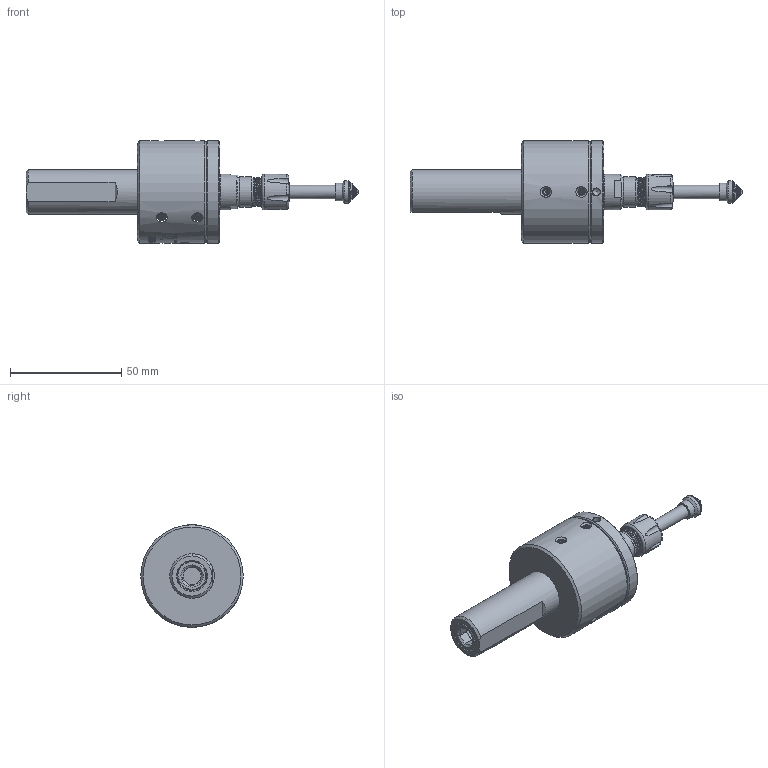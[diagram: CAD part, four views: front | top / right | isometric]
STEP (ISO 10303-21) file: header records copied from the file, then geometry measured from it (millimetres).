
FILE_DESCRIPTION(/* description */ (''),/* implementation_level */ '2;1');
FILE_NAME(/* name */ 'fdt-sx0.step.step',/* time_stamp */ '2026-03-15T16:47:00+03:00',/* author */ (''),/* organization */ (''),/* preprocessor_version */ 'ST-DEVELOPER v20.1',/* originating_system */ 'Autodesk Translation Framework v14.24.0.0',/* authorisation */ '');
FILE_SCHEMA (('AUTOMOTIVE_DESIGN { 1 0 10303 214 3 1 1 }'));
Products named in the file (2): fdt-sx0.step; FDT SX-0 Body (201101010) v2
Assembly tree (1 placements, depth 2):
  fdt-sx0.step
    FDT SX-0 Body (201101010) v2
Bounding box: 149.1 x 46 x 46 mm (x, y, z)
Volume: 79228.3 mm3; surface area: 20176.4 mm2
Topology: 1 solids, 2 shells, 1259 faces, 3586 edges, 2366 vertices
Faces by surface type: plane 452, bspline 414, cylinder 274, cone 111, torus 8
Full cylindrical faces by diameter (mm): 3.091 x3, 3.332 x15, 4.109 x8, 6 x2, 8 x3, 10 x1, 11 x1, 11.5 x2, 12 x1, 13 x6, 13.5 x1, 15 x1, 16 x2, 19.5 x1, 20 x1, 38 x1, 40.208 x1, 46 x2
Entity records: 60445 total; most frequent: CARTESIAN_POINT 31203, ORIENTED_EDGE 7182, DIRECTION 4456, EDGE_CURVE 3591, VERTEX_POINT 2366, AXIS2_PLACEMENT_3D 1537, B_SPLINE_CURVE_WITH_KNOTS 1389, LINE 1382
